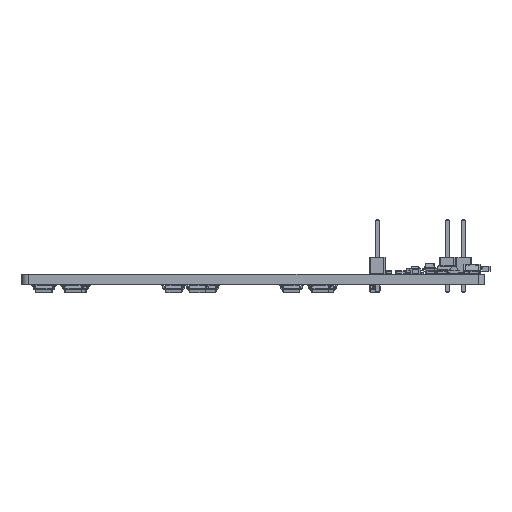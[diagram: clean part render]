
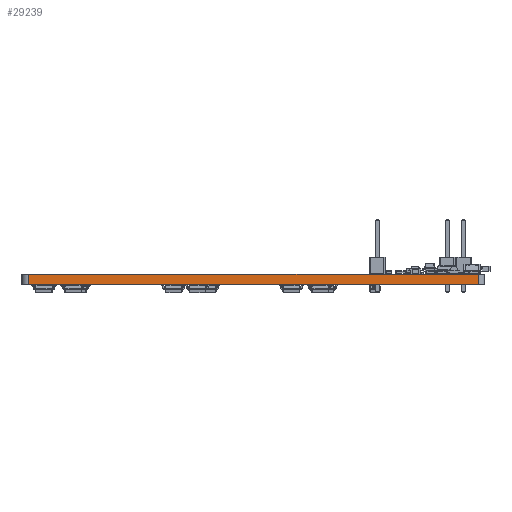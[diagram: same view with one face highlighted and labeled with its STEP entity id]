
A CAD part, left-side view. The second image highlights one B-rep face of the part: STEP entity #29239.
In plain terms, the highlighted planar face has unit normal (-1, 0, 0).
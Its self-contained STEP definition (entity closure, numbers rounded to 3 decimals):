
#19442 = VERTEX_POINT('',#19443);
#19443 = CARTESIAN_POINT('',(-93.188,35.113,0.));
#19450 = EDGE_CURVE('',#19451,#19442,#19453,.T.);
#19451 = VERTEX_POINT('',#19452);
#19452 = CARTESIAN_POINT('',(-93.188,-35.113,0.));
#19453 = LINE('',#19454,#19455);
#19454 = CARTESIAN_POINT('',(-93.188,-35.113,0.));
#19455 = VECTOR('',#19456,1.);
#19456 = DIRECTION('',(0.,1.,0.));
#24327 = VERTEX_POINT('',#24328);
#24328 = CARTESIAN_POINT('',(-93.188,35.113,1.6));
#24335 = EDGE_CURVE('',#24336,#24327,#24338,.T.);
#24336 = VERTEX_POINT('',#24337);
#24337 = CARTESIAN_POINT('',(-93.188,-35.113,1.6));
#24338 = LINE('',#24339,#24340);
#24339 = CARTESIAN_POINT('',(-93.188,-35.113,1.6));
#24340 = VECTOR('',#24341,1.);
#24341 = DIRECTION('',(0.,1.,0.));
#29209 = EDGE_CURVE('',#19442,#24327,#29210,.T.);
#29210 = LINE('',#29211,#29212);
#29211 = CARTESIAN_POINT('',(-93.188,35.113,0.));
#29212 = VECTOR('',#29213,1.);
#29213 = DIRECTION('',(0.,0.,1.));
#29239 = ADVANCED_FACE('',(#29240),#29251,.T.);
#29240 = FACE_BOUND('',#29241,.T.);
#29241 = EDGE_LOOP('',(#29242,#29248,#29249,#29250));
#29242 = ORIENTED_EDGE('',*,*,#29243,.T.);
#29243 = EDGE_CURVE('',#19451,#24336,#29244,.T.);
#29244 = LINE('',#29245,#29246);
#29245 = CARTESIAN_POINT('',(-93.188,-35.113,0.));
#29246 = VECTOR('',#29247,1.);
#29247 = DIRECTION('',(0.,0.,1.));
#29248 = ORIENTED_EDGE('',*,*,#24335,.T.);
#29249 = ORIENTED_EDGE('',*,*,#29209,.F.);
#29250 = ORIENTED_EDGE('',*,*,#19450,.F.);
#29251 = PLANE('',#29252);
#29252 = AXIS2_PLACEMENT_3D('',#29253,#29254,#29255);
#29253 = CARTESIAN_POINT('',(-93.188,-35.113,0.));
#29254 = DIRECTION('',(-1.,0.,0.));
#29255 = DIRECTION('',(0.,1.,0.));
